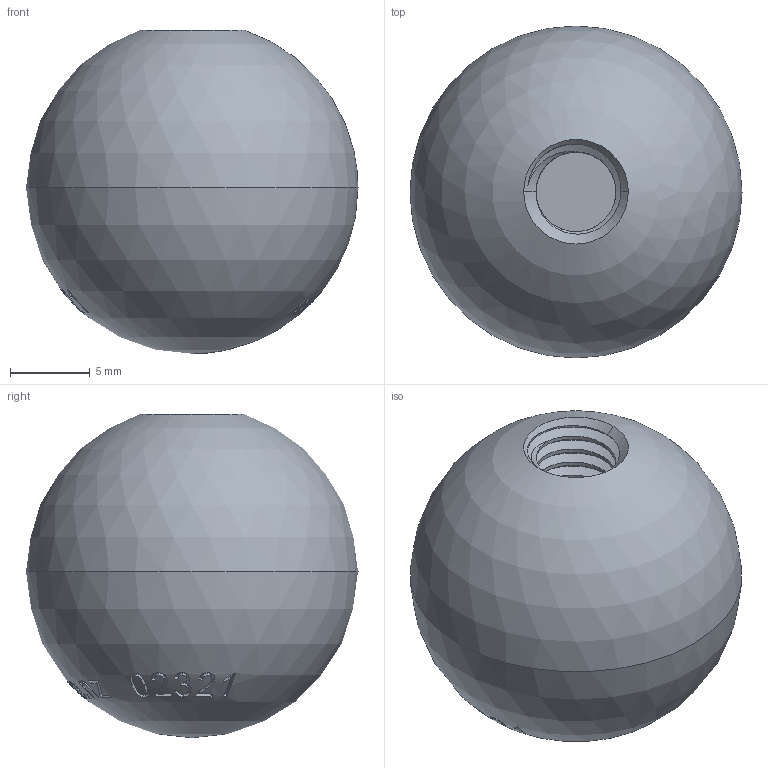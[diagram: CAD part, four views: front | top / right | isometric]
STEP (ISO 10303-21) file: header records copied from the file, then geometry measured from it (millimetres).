
FILE_DESCRIPTION (( 'STEP AP214' ), '1' );
FILE_NAME ('02321-Ball Knob 20mm M6 Thread.STEP', '2018-07-31T23:42:17', ( '' ), ( '' ), 'SwSTEP 2.0', 'SolidWorks 2018', '' );
FILE_SCHEMA (( 'AUTOMOTIVE_DESIGN' ));
Length unit declared in the file: millimetre
Products named in the file (1): 02321-Ball Knob 20mm M6 Thread
Bounding box: 20.8 x 20.8 x 20.27 mm (x, y, z)
Volume: 4354.6 mm3; surface area: 1790.6 mm2
Topology: 1 solids, 1 shells, 293 faces, 806 edges, 537 vertices
Faces by surface type: bspline 236, cylinder 28, sphere 26, cone 2, plane 1
Entity records: 27343 total; most frequent: CARTESIAN_POINT 22138, ORIENTED_EDGE 1598, EDGE_CURVE 799, B_SPLINE_CURVE_WITH_KNOTS 733, VERTEX_POINT 533, EDGE_LOOP 318, ADVANCED_FACE 293, FACE_OUTER_BOUND 293
